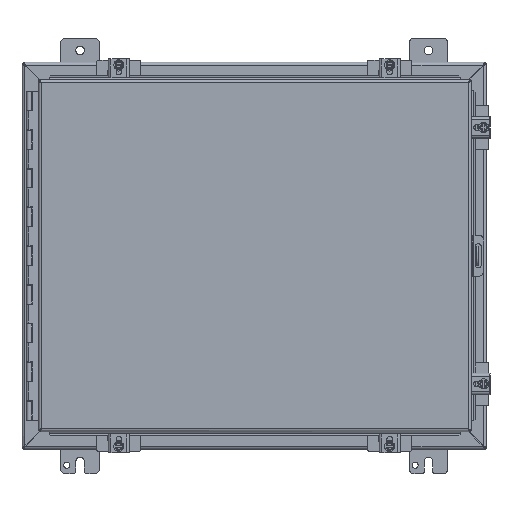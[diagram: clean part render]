
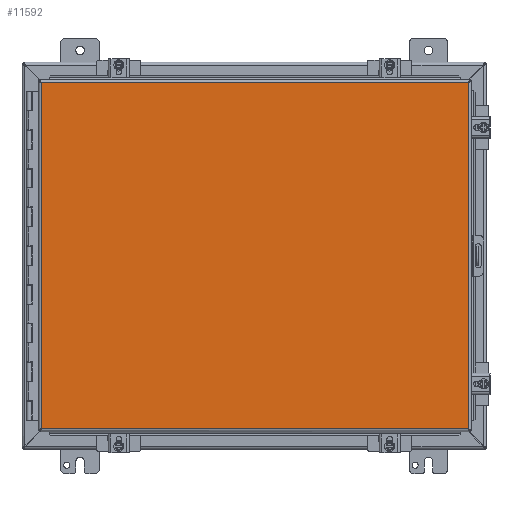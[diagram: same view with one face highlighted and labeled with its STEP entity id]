
A CAD part, top view. The second image highlights one B-rep face of the part: STEP entity #11592.
In plain terms, the highlighted face is planar.
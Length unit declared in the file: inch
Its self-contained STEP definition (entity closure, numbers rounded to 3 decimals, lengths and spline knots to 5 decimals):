
#1248=PLANE('',#12312);
#1909=LINE('',#19462,#2938);
#1915=LINE('',#19583,#2944);
#1925=LINE('',#19736,#2954);
#1928=LINE('',#19769,#2957);
#2938=VECTOR('',#14142,22.0695);
#2944=VECTOR('',#14156,22.0695);
#2954=VECTOR('',#14178,17.882);
#2957=VECTOR('',#14187,17.882);
#3878=FACE_OUTER_BOUND('',#4552,.T.);
#4552=EDGE_LOOP('',(#9469,#9470,#9471,#9472));
#5682=VERTEX_POINT('',#19453);
#5683=VERTEX_POINT('',#19461);
#5686=VERTEX_POINT('',#19531);
#5687=VERTEX_POINT('',#19575);
#7022=EDGE_CURVE('',#5683,#5682,#1909,.T.);
#7035=EDGE_CURVE('',#5686,#5687,#1915,.T.);
#7052=EDGE_CURVE('',#5682,#5686,#1925,.T.);
#7056=EDGE_CURVE('',#5687,#5683,#1928,.T.);
#9469=ORIENTED_EDGE('',*,*,#7052,.T.);
#9470=ORIENTED_EDGE('',*,*,#7035,.T.);
#9471=ORIENTED_EDGE('',*,*,#7056,.T.);
#9472=ORIENTED_EDGE('',*,*,#7022,.T.);
#11592=ADVANCED_FACE('',(#3878),#1248,.F.);
#12312=AXIS2_PLACEMENT_3D('',#19849,#14201,#14202);
#14142=DIRECTION('',(-1.,0.,0.));
#14156=DIRECTION('',(1.,0.,0.));
#14178=DIRECTION('',(0.,1.,0.));
#14187=DIRECTION('',(0.,-1.,0.));
#14201=DIRECTION('center_axis',(0.,0.,1.));
#14202=DIRECTION('ref_axis',(1.,0.,0.));
#19453=CARTESIAN_POINT('',(-11.03475,-8.941,0.));
#19461=CARTESIAN_POINT('',(11.03475,-8.941,0.));
#19462=CARTESIAN_POINT('',(5.51738,-8.941,0.));
#19531=CARTESIAN_POINT('',(-11.03475,8.941,0.));
#19575=CARTESIAN_POINT('',(11.03475,8.941,0.));
#19583=CARTESIAN_POINT('',(-5.59375,8.941,0.));
#19736=CARTESIAN_POINT('',(-11.03475,-4.4705,0.));
#19769=CARTESIAN_POINT('',(11.03475,4.4705,0.));
#19849=CARTESIAN_POINT('Origin',(0.,0.,
0.));
